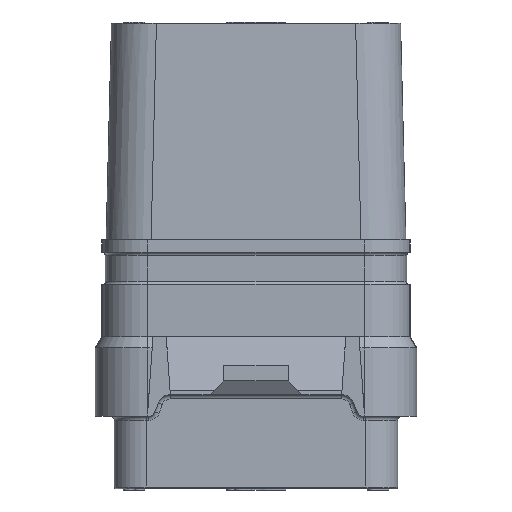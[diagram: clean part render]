
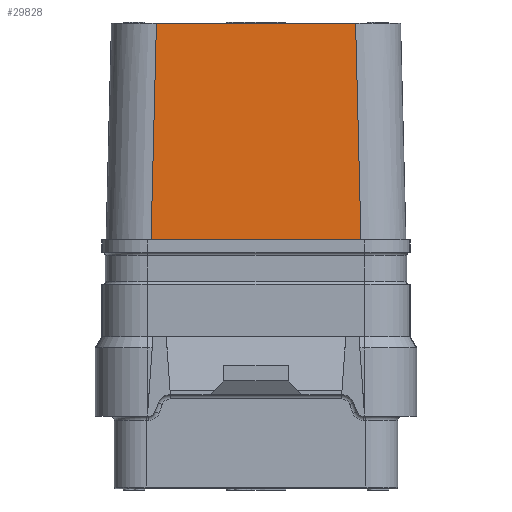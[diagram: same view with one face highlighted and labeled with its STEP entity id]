
A CAD part, front view. The second image highlights one B-rep face of the part: STEP entity #29828.
In plain terms, the highlighted planar face has unit normal (0, -1, 0.025).
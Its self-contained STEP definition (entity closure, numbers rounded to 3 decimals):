
#75=DIRECTION('',(1.,0.,0.));
#76=VECTOR('',#75,9.8);
#77=CARTESIAN_POINT('',(-4.9,-6.,0.));
#78=LINE('',#77,#76);
#3107=DIRECTION('',(1.,0.,0.));
#3108=VECTOR('',#3107,9.3);
#3109=CARTESIAN_POINT('',(-4.65,-5.75,10.12));
#3110=LINE('',#3109,#3108);
#4244=DIRECTION('',(0.025,0.025,0.999));
#4245=VECTOR('',#4244,10.126);
#4246=CARTESIAN_POINT('',(-4.9,-6.,0.));
#4247=LINE('',#4246,#4245);
#4248=DIRECTION('',(-0.025,0.025,0.999));
#4249=VECTOR('',#4248,10.126);
#4250=CARTESIAN_POINT('',(4.9,-6.,0.));
#4251=LINE('',#4250,#4249);
#20309=CARTESIAN_POINT('',(-4.65,-5.75,10.12));
#20310=VERTEX_POINT('',#20309);
#20311=CARTESIAN_POINT('',(4.65,-5.75,10.12));
#20312=VERTEX_POINT('',#20311);
#20325=CARTESIAN_POINT('',(-4.9,-6.,0.));
#20326=VERTEX_POINT('',#20325);
#20327=CARTESIAN_POINT('',(4.9,-6.,0.));
#20328=VERTEX_POINT('',#20327);
#29816=CARTESIAN_POINT('',(0.,-5.875,5.06));
#29817=DIRECTION('',(0.,-1.,0.025));
#29818=DIRECTION('',(1.,0.,0.));
#29819=AXIS2_PLACEMENT_3D('',#29816,#29817,#29818);
#29820=PLANE('',#29819);
#29821=ORIENTED_EDGE('',*,*,#26005,.F.);
#29822=ORIENTED_EDGE('',*,*,#29811,.T.);
#29823=ORIENTED_EDGE('',*,*,#29152,.T.);
#29825=ORIENTED_EDGE('',*,*,#29824,.F.);
#29826=EDGE_LOOP('',(#29821,#29822,#29823,#29825));
#29827=FACE_OUTER_BOUND('',#29826,.F.);
#29828=ADVANCED_FACE('',(#29827),#29820,.T.);
#26005=EDGE_CURVE('',#20326,#20328,#78,.T.);
#29152=EDGE_CURVE('',#20310,#20312,#3110,.T.);
#29811=EDGE_CURVE('',#20326,#20310,#4247,.T.);
#29824=EDGE_CURVE('',#20328,#20312,#4251,.T.);
